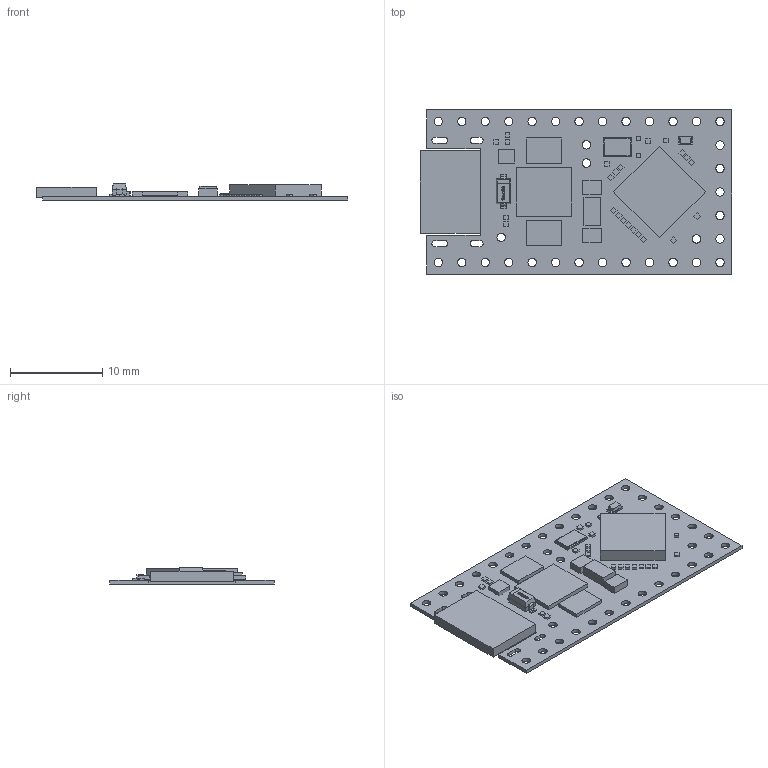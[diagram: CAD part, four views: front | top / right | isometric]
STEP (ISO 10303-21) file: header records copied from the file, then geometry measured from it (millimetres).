
FILE_DESCRIPTION(('Open CASCADE Model'),'2;1');
FILE_NAME('Open CASCADE Shape Model','2023-11-13T10:07:49',('Author'),( 'Open CASCADE'),'Open CASCADE STEP processor 6.8','Open CASCADE 6.8' ,'Unknown');
FILE_SCHEMA(('AUTOMOTIVE_DESIGN { 1 0 10303 214 1 1 1 1 }'));
Length unit declared in the file: millimetre
Products named in the file (66): PCB; BoardMiniPico_RP2040_V1.1; Open CASCADE STEP translator 6.8 1.1.1; RD1MiniPico_RP2040_V1.1; SOD123; RKey1MiniPico_RP2040_V1.1; 6241110000; Extruded; RPR2MiniPico_RP2040_V1.1; 6908488512; RPR1MiniPico_RP2040_V1.1; RMD2MiniPico_RP2040_V1.1; LED_0603-R; LOGO?; LED_0603產薛欶_RGB255; RUR9MiniPico_RP2040_V1.1; 6553940960; RUH1MiniPico_RP2040_V1.1; 6242239104; RPU1MiniPico_RP2040_V1.1; 6434300688; RPC2MiniPico_RP2040_V1.1; 6434305248; RPC1MiniPico_RP2040_V1.1; RU2MiniPico_RP2040_V1.1; 6242244064; RUR2MiniPico_RP2040_V1.1; RUR1MiniPico_RP2040_V1.1; RUHR3MiniPico_RP2040_V1.1; RUHR2MiniPico_RP2040_V1.1; RUHR1MiniPico_RP2040_V1.1; RUHC12MiniPico_RP2040_V1.1; RUHC11MiniPico_RP2040_V1.1; RUHC10MiniPico_RP2040_V1.1; RUHC9MiniPico_RP2040_V1.1; RUHC8MiniPico_RP2040_V1.1; RUHC7MiniPico_RP2040_V1.1; RUHC5MiniPico_RP2040_V1.1; RUHC4MiniPico_RP2040_V1.1; RUHC3MiniPico_RP2040_V1.1 ...
Assembly tree (90 placements, depth 4):
  PCB
    BoardMiniPico_RP2040_V1.1
      Open CASCADE STEP translator 6.8 1.1.1
    RD1MiniPico_RP2040_V1.1
      SOD123
    RKey1MiniPico_RP2040_V1.1
      6241110000
        Extruded
    RPR2MiniPico_RP2040_V1.1
      6908488512
        Extruded
    RPR1MiniPico_RP2040_V1.1
      6908488512
        Extruded
    RMD2MiniPico_RP2040_V1.1
      LED_0603-R
        LOGO?
        LED_0603-R
      LED_0603產薛欶_RGB255
    RUR9MiniPico_RP2040_V1.1
      6553940960
        Extruded
    RUH1MiniPico_RP2040_V1.1
      6242239104
        Extruded
    RPU1MiniPico_RP2040_V1.1
      6434300688
        Extruded
    RPC2MiniPico_RP2040_V1.1
      6434305248
        Extruded
    RPC1MiniPico_RP2040_V1.1
      6434305248
        Extruded
    RU2MiniPico_RP2040_V1.1
      6242244064
        Extruded
    RUR2MiniPico_RP2040_V1.1
      6553940960
        Extruded
    RUR1MiniPico_RP2040_V1.1
      6553940960
        Extruded
    RUHR3MiniPico_RP2040_V1.1
      6908488512
        Extruded
    RUHR2MiniPico_RP2040_V1.1
      6553940960
        Extruded
    RUHR1MiniPico_RP2040_V1.1
      6553940960
        Extruded
    RUHC12MiniPico_RP2040_V1.1
      6908488512
        Extruded
    RUHC11MiniPico_RP2040_V1.1
      6908488512
        Extruded
    RUHC10MiniPico_RP2040_V1.1
      6908488512
Bounding box: 33.7 x 17.78 x 1.76 mm (x, y, z)
Volume: 379.9 mm3; surface area: 1651.6 mm2
Topology: 58 solids, 58 shells, 583 faces, 1420 edges, 949 vertices
Faces by surface type: plane 394, cylinder 125, bspline 64
Full cylindrical faces by diameter (mm): 0.914 x35
Entity records: 18379 total; most frequent: CARTESIAN_POINT 4479, ORIENTED_EDGE 2208, DIRECTION 2021, EDGE_CURVE 1104, VERTEX_POINT 749, AXIS2_PLACEMENT_3D 692, LINE 637, VECTOR 637
